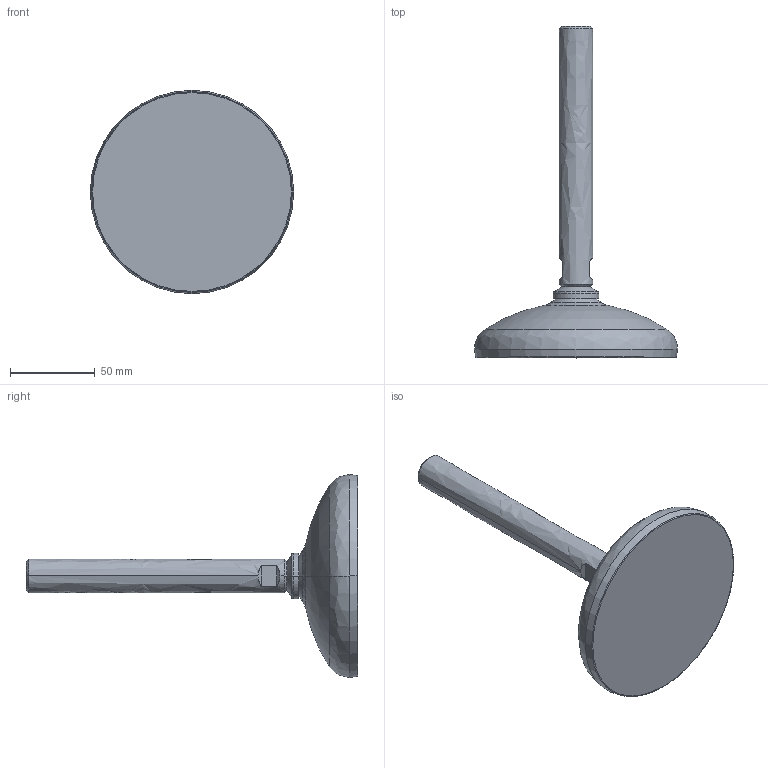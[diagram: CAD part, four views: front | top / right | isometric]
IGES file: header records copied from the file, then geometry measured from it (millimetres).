
Start section:  PTC IGES file: R0749617443.igs
Global section: file name: R0749617443.igs; native system: Pro/ENGINEER by Parametric Technology Corporation; preprocessor: 2005310; author: RCRU51; organization: Unknown; date: 080401.142926; units: millimetre
Bounding box: 120.1 x 196.02 x 120.1 mm (x, y, z)
Surface area: 39416.1 mm2 (no closed solid volume)
Topology: 0 solids, 0 shells, 51 faces, 212 edges, 212 vertices
Faces by surface type: revolution 38, bspline 13
